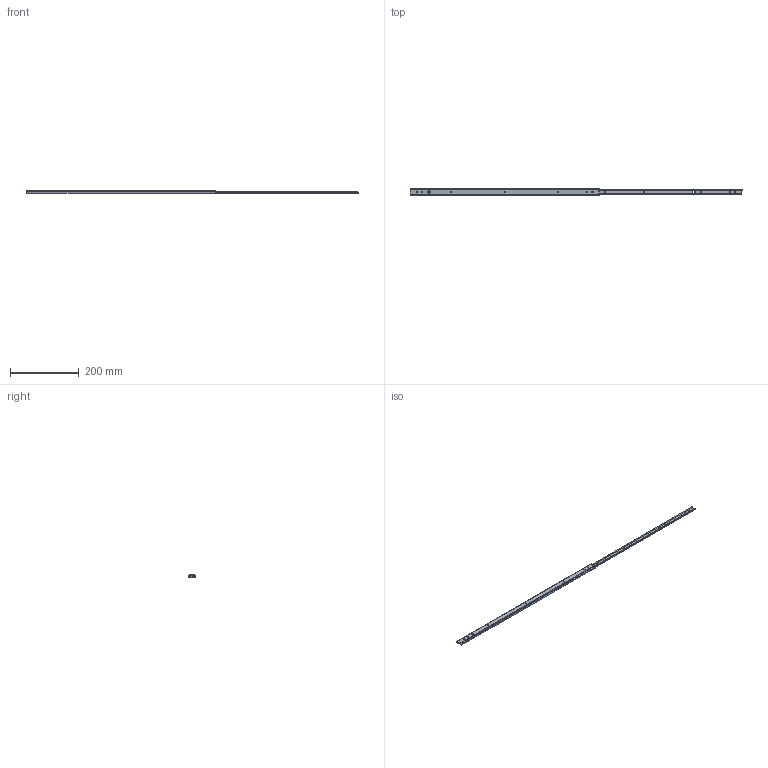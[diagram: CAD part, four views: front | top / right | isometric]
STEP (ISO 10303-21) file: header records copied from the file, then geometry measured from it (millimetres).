
FILE_DESCRIPTION (( 'STEP AP203' ), '1' );
FILE_NAME ('2021-550.STEP', '2021-01-21T01:20:03', ( '' ), ( '' ), 'SwSTEP 2.0', 'SolidWorks 2019', '' );
FILE_SCHEMA (( 'CONFIG_CONTROL_DESIGN' ));
Length unit declared in the file: millimetre
Products named in the file (3): OM-2021-550; IM-2021-550; 2021-550
Assembly tree (2 placements, depth 2):
  2021-550
    OM-2021-550
    IM-2021-550
Bounding box: 964.3 x 20 x 8 mm (x, y, z)
Volume: 34060 mm3; surface area: 54976 mm2
Topology: 2 solids, 2 shells, 128 faces, 372 edges, 246 vertices
Faces by surface type: cylinder 65, plane 63
Entity records: 4811 total; most frequent: CARTESIAN_POINT 1011, ORIENTED_EDGE 744, DIRECTION 724, EDGE_CURVE 372, AXIS2_PLACEMENT_3D 247, VERTEX_POINT 246, LINE 230, VECTOR 230
